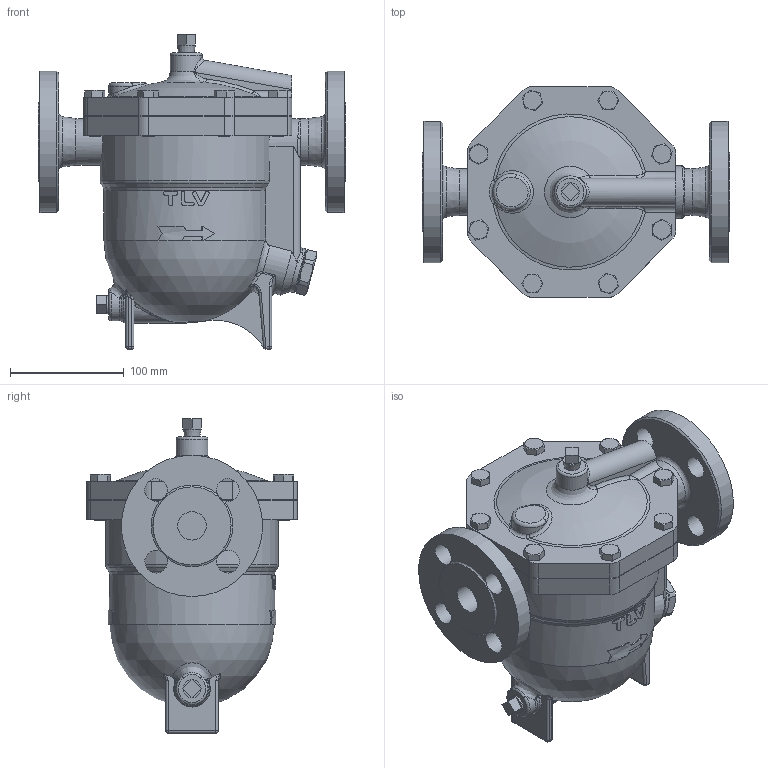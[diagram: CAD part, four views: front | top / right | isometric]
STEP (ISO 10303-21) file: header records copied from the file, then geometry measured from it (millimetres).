
FILE_DESCRIPTION((''),'2;1');
FILE_NAME('j7x00-025-a0250-00.stp','2010-01-12T15:22:21',('nakaot'),(''),'Autodesk Inventor 2008','Autodesk Inventor 2008','');
FILE_SCHEMA(('AUTOMOTIVE_DESIGN { 1 0 10303 214 1 1 1 1 }'));
Length unit declared in the file: millimetre
Products named in the file (1): j7x00-025-a0250-00
Bounding box: 270 x 185 x 276 mm (x, y, z)
Volume: 4167017.3 mm3; surface area: 262210.5 mm2
Topology: 1 solids, 1 shells, 452 faces, 1126 edges, 687 vertices
Faces by surface type: plane 165, bspline 123, cylinder 87, cone 60, sphere 10, torus 7
Full cylindrical faces by diameter (mm): 10 x16, 25 x2, 28 x1, 40 x1, 41 x2, 124 x2, 150 x1
Entity records: 26996 total; most frequent: CARTESIAN_POINT 17575, ORIENTED_EDGE 2052, DIRECTION 1717, EDGE_CURVE 1026, AXIS2_PLACEMENT_3D 700, VERTEX_POINT 662, EDGE_LOOP 570, FACE_OUTER_BOUND 452
